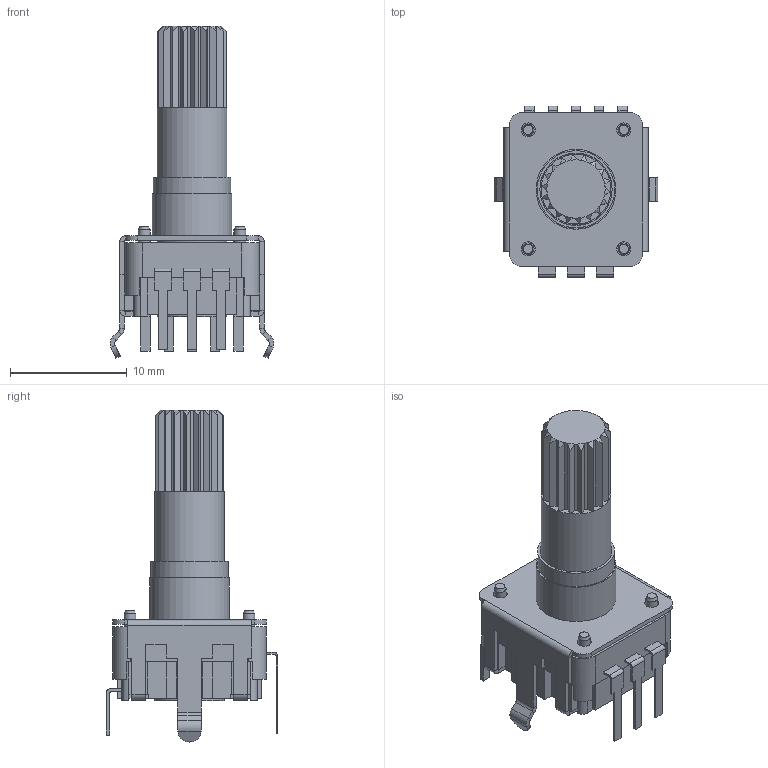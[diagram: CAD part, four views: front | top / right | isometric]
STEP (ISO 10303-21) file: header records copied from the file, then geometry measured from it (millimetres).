
FILE_DESCRIPTION(/* description */ ('STEP AP214'),/* implementation_level */ '2;1');
FILE_NAME(/* name */ '6054bccd69a5e61581fecaf5',/* time_stamp */ '2021-03-19T15:01:34+00:00',/* author */ (''),/* organization */ (''),/* preprocessor_version */ 'ST-DEVELOPER v18.1',/* originating_system */ ' ',/* authorisation */ ' ');
FILE_SCHEMA (('AUTOMOTIVE_DESIGN {1 0 10303 214 3 1 1}'));
Length unit declared in the file: metre
Products named in the file (13): PEL12T-4225S; Part 4; Part 10; Part 6; Part 9; Part 3; Part 1; Part 7; Part 11; Part 2; Part 5; Part 12; Part 8
Assembly tree (12 placements, depth 2):
  PEL12T-4225S
    Part 4
    Part 10
    Part 6
    Part 9
    Part 3
    Part 1
    Part 7
    Part 11
    Part 2
    Part 5
    Part 12
    Part 8
Bounding box: 14.05 x 14.72 x 28.49 mm (x, y, z)
Volume: 1488.8 mm3; surface area: 2213.8 mm2
Topology: 12 solids, 12 shells, 409 faces, 1004 edges, 627 vertices
Faces by surface type: plane 298, cylinder 89, cone 22
Full cylindrical faces by diameter (mm): 1 x4, 1.2 x4, 6 x2, 6.2 x1, 6.625 x1, 6.849 x1
Entity records: 12134 total; most frequent: CARTESIAN_POINT 2142, DIRECTION 2002, ORIENTED_EDGE 1972, EDGE_CURVE 986, LINE 742, VECTOR 742, AXIS2_PLACEMENT_3D 630, VERTEX_POINT 626
